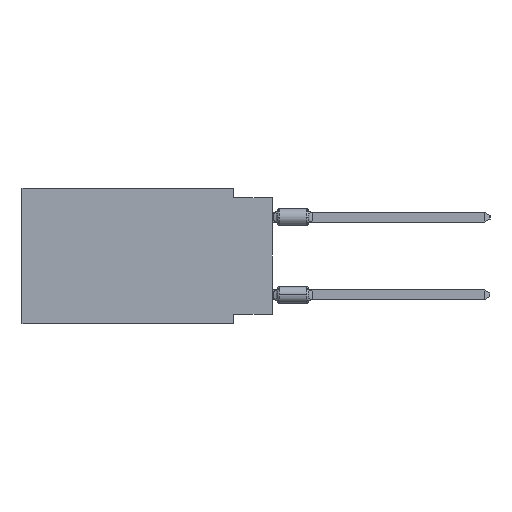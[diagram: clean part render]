
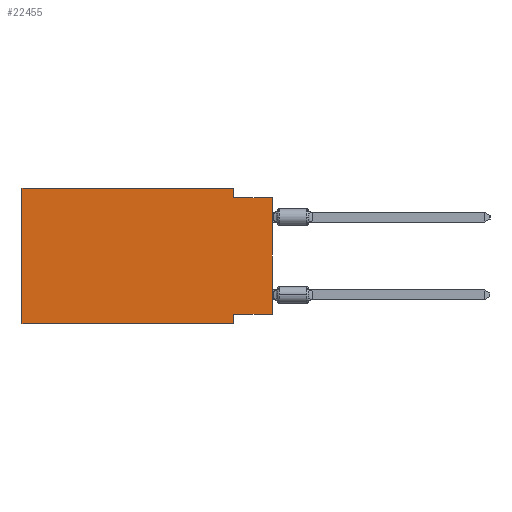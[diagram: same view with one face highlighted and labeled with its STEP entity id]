
A CAD part, left-side view. The second image highlights one B-rep face of the part: STEP entity #22455.
In plain terms, the highlighted planar face has unit normal (-1, 0, 0).
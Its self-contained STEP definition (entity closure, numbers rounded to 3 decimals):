
#222 = VERTEX_POINT ( 'NONE', #56644 ) ;
#983 = EDGE_CURVE ( 'NONE', #13836, #4986, #58113, .T. ) ;
#1382 = CARTESIAN_POINT ( 'NONE',  ( 0., 16.383, -8.89 ) ) ;
#1609 = CARTESIAN_POINT ( 'NONE',  ( 0., 16.383, 0. ) ) ;
#1721 = VECTOR ( 'NONE', #58975, 1000. ) ;
#2296 = FACE_OUTER_BOUND ( 'NONE', #16602, .T. ) ;
#2618 = EDGE_CURVE ( 'NONE', #27724, #13836, #37803, .T. ) ;
#4986 = VERTEX_POINT ( 'NONE', #66206 ) ;
#8518 = CARTESIAN_POINT ( 'NONE',  ( 0., 0., -8.255 ) ) ;
#9020 = LINE ( 'NONE', #25741, #40044 ) ;
#9705 = DIRECTION ( 'NONE',  ( 0., 0., -1. ) ) ;
#10227 = ORIENTED_EDGE ( 'NONE', *, *, #67513, .F. ) ;
#11056 = VERTEX_POINT ( 'NONE', #1382 ) ;
#11444 = CARTESIAN_POINT ( 'NONE',  ( 0., 16.383, 0. ) ) ;
#12273 = CARTESIAN_POINT ( 'NONE',  ( 0., 16.383, 0. ) ) ;
#12580 = CARTESIAN_POINT ( 'NONE',  ( 0., 2.54, 0. ) ) ;
#13363 = EDGE_CURVE ( 'NONE', #24980, #4986, #33247, .T. ) ;
#13426 = DIRECTION ( 'NONE',  ( 0., 1., 0. ) ) ;
#13836 = VERTEX_POINT ( 'NONE', #49546 ) ;
#15854 = CARTESIAN_POINT ( 'NONE',  ( 0., 2.54, 0. ) ) ;
#16602 = EDGE_LOOP ( 'NONE', ( #59559, #24041, #62946, #56713, #31651, #52544, #58708, #10227 ) ) ;
#17559 = DIRECTION ( 'NONE',  ( 0., 0., 1. ) ) ;
#17570 = EDGE_CURVE ( 'NONE', #11056, #44661, #43305, .T. ) ;
#20497 = CARTESIAN_POINT ( 'NONE',  ( 0., 16.383, -8.89 ) ) ;
#22455 = ADVANCED_FACE ( 'NONE', ( #2296 ), #48427, .F. ) ;
#22601 = VERTEX_POINT ( 'NONE', #29783 ) ;
#24041 = ORIENTED_EDGE ( 'NONE', *, *, #983, .F. ) ;
#24980 = VERTEX_POINT ( 'NONE', #55091 ) ;
#25236 = LINE ( 'NONE', #8518, #44705 ) ;
#25741 = CARTESIAN_POINT ( 'NONE',  ( 0., 2.54, -8.89 ) ) ;
#25907 = VECTOR ( 'NONE', #17559, 1000. ) ;
#27724 = VERTEX_POINT ( 'NONE', #12580 ) ;
#28430 = DIRECTION ( 'NONE',  ( 1., 0., 0. ) ) ;
#29783 = CARTESIAN_POINT ( 'NONE',  ( 0., 2.54, -8.255 ) ) ;
#31101 = AXIS2_PLACEMENT_3D ( 'NONE', #1609, #28430, #50049 ) ;
#31651 = ORIENTED_EDGE ( 'NONE', *, *, #17570, .F. ) ;
#31995 = VECTOR ( 'NONE', #57407, 1000. ) ;
#33247 = LINE ( 'NONE', #61094, #25907 ) ;
#35868 = DIRECTION ( 'NONE',  ( 0., -1., 0. ) ) ;
#36760 = DIRECTION ( 'NONE',  ( 0., 0., -1. ) ) ;
#37740 = VECTOR ( 'NONE', #36760, 1000. ) ;
#37803 = LINE ( 'NONE', #15854, #37740 ) ;
#39902 = CARTESIAN_POINT ( 'NONE',  ( 0., 16.383, 0. ) ) ;
#40044 = VECTOR ( 'NONE', #9705, 1000. ) ;
#41667 = VECTOR ( 'NONE', #56602, 1000. ) ;
#42083 = CARTESIAN_POINT ( 'NONE',  ( 0., 0., -0.635 ) ) ;
#42512 = EDGE_CURVE ( 'NONE', #44661, #27724, #61818, .T. ) ;
#43305 = LINE ( 'NONE', #12273, #1721 ) ;
#44661 = VERTEX_POINT ( 'NONE', #11444 ) ;
#44705 = VECTOR ( 'NONE', #13426, 1000. ) ;
#47084 = EDGE_CURVE ( 'NONE', #11056, #222, #68254, .T. ) ;
#48427 = PLANE ( 'NONE',  #31101 ) ;
#49546 = CARTESIAN_POINT ( 'NONE',  ( 0., 2.54, -0.635 ) ) ;
#50049 = DIRECTION ( 'NONE',  ( 0., 0., -1. ) ) ;
#52544 = ORIENTED_EDGE ( 'NONE', *, *, #47084, .T. ) ;
#54384 = EDGE_CURVE ( 'NONE', #22601, #222, #9020, .T. ) ;
#54715 = VECTOR ( 'NONE', #35868, 1000. ) ;
#55091 = CARTESIAN_POINT ( 'NONE',  ( 0., 0., -8.255 ) ) ;
#56602 = DIRECTION ( 'NONE',  ( 0., -1., 0. ) ) ;
#56644 = CARTESIAN_POINT ( 'NONE',  ( 0., 2.54, -8.89 ) ) ;
#56713 = ORIENTED_EDGE ( 'NONE', *, *, #42512, .F. ) ;
#57407 = DIRECTION ( 'NONE',  ( 0., -1., 0. ) ) ;
#58113 = LINE ( 'NONE', #42083, #31995 ) ;
#58708 = ORIENTED_EDGE ( 'NONE', *, *, #54384, .F. ) ;
#58975 = DIRECTION ( 'NONE',  ( 0., 0., 1. ) ) ;
#59559 = ORIENTED_EDGE ( 'NONE', *, *, #13363, .T. ) ;
#61094 = CARTESIAN_POINT ( 'NONE',  ( 0., 0., 0. ) ) ;
#61818 = LINE ( 'NONE', #39902, #41667 ) ;
#62946 = ORIENTED_EDGE ( 'NONE', *, *, #2618, .F. ) ;
#66206 = CARTESIAN_POINT ( 'NONE',  ( 0., 0., -0.635 ) ) ;
#67513 = EDGE_CURVE ( 'NONE', #24980, #22601, #25236, .T. ) ;
#68254 = LINE ( 'NONE', #20497, #54715 ) ;
